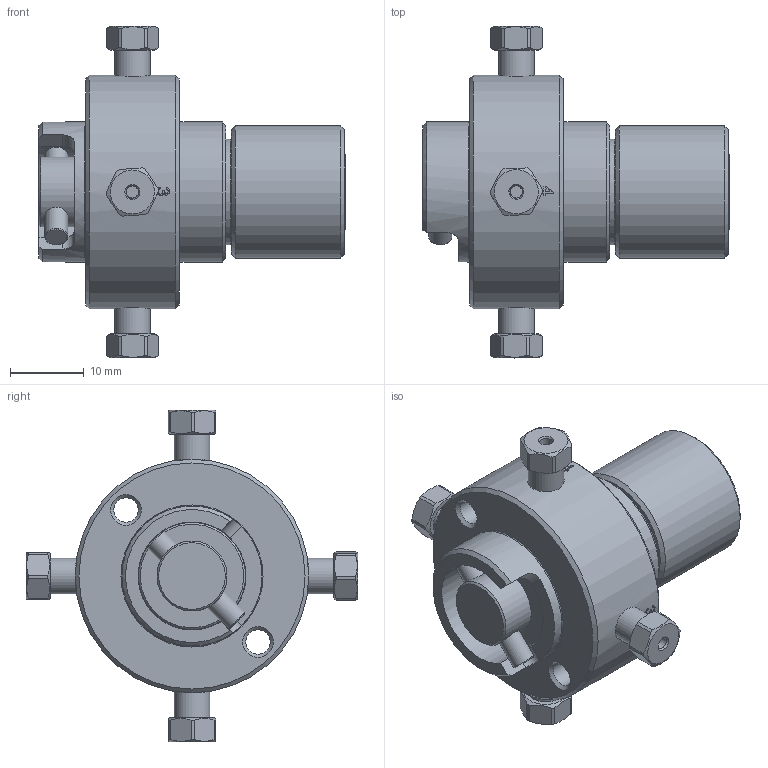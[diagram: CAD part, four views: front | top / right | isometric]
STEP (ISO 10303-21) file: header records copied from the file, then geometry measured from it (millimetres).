
FILE_DESCRIPTION((''),'2;1');
FILE_NAME('312301.stp','2013-11-07T10:36:04',('Franzp'),(''),'Autodesk Inventor 2013','Autodesk Inventor 2013','');
FILE_SCHEMA(('AUTOMOTIVE_DESIGN { 1 0 10303 214 1 1 1 1 }'));
Length unit declared in the file: millimetre
Products named in the file (1): 312301_Shrinkwrap_1
Bounding box: 41.62 x 45.13 x 45.13 mm (x, y, z)
Surface area: 6846.6 mm2 (no closed solid volume)
Topology: 0 solids, 18 shells, 145 faces, 455 edges, 330 vertices
Faces by surface type: plane 60, cylinder 50, cone 31, torus 2, bspline 1, sphere 1
Full cylindrical faces by diameter (mm): 1.727 x4, 3.175 x1, 3.18 x1, 3.302 x2, 4.826 x4, 9.525 x1, 14.4 x1, 14.681 x1, 18 x1, 19.05 x2, 31.75 x1
Entity records: 5451 total; most frequent: CARTESIAN_POINT 1645, DIRECTION 717, ORIENTED_EDGE 630, EDGE_CURVE 381, VERTEX_POINT 311, AXIS2_PLACEMENT_3D 306, EDGE_LOOP 226, CIRCLE 150
